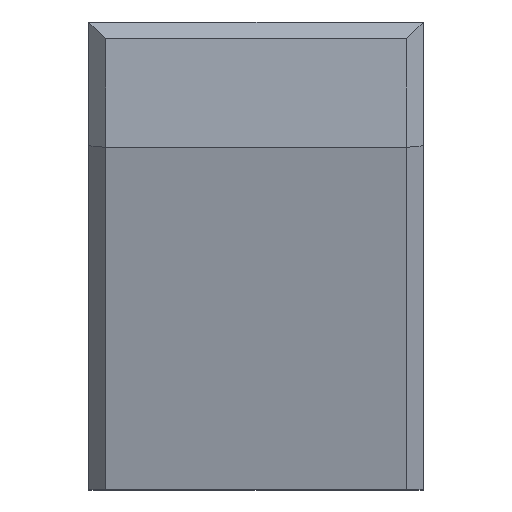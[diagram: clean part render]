
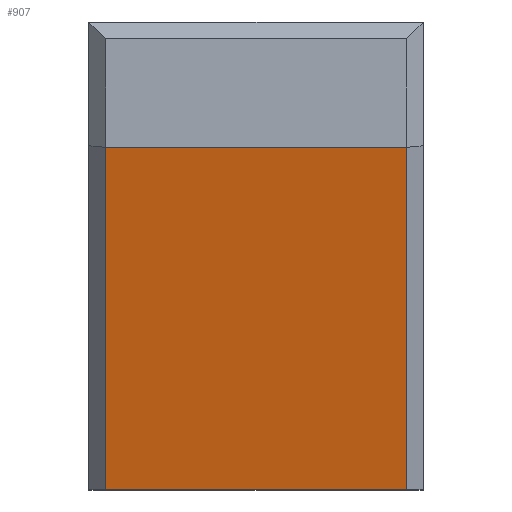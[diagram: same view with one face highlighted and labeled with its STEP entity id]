
A CAD part, left-side view. The second image highlights one B-rep face of the part: STEP entity #907.
In plain terms, the highlighted planar face has unit normal (-0.982, 0, -0.192).
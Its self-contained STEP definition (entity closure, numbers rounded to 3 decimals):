
#46=LINE('',#1312,#132);
#87=LINE('',#1526,#173);
#95=LINE('',#1541,#181);
#101=LINE('',#1552,#187);
#132=VECTOR('',#1044,10.);
#173=VECTOR('',#1155,10.);
#181=VECTOR('',#1167,10.);
#187=VECTOR('',#1179,10.);
#234=PLANE('',#991);
#277=FACE_OUTER_BOUND('',#338,.T.);
#338=EDGE_LOOP('',(#753,#754,#755,#756));
#418=VERTEX_POINT('',#1309);
#419=VERTEX_POINT('',#1311);
#465=VERTEX_POINT('',#1525);
#470=VERTEX_POINT('',#1536);
#500=EDGE_CURVE('',#418,#419,#46,.T.);
#565=EDGE_CURVE('',#465,#419,#87,.T.);
#573=EDGE_CURVE('',#418,#470,#95,.T.);
#579=EDGE_CURVE('',#470,#465,#101,.T.);
#753=ORIENTED_EDGE('',*,*,#565,.T.);
#754=ORIENTED_EDGE('',*,*,#500,.F.);
#755=ORIENTED_EDGE('',*,*,#573,.T.);
#756=ORIENTED_EDGE('',*,*,#579,.T.);
#907=ADVANCED_FACE('',(#277),#234,.F.);
#991=AXIS2_PLACEMENT_3D('',#1553,#1180,#1181);
#1044=DIRECTION('',(0.,1.,0.));
#1155=DIRECTION('',(0.192,0.,-0.981));
#1167=DIRECTION('',(-0.192,0.,0.981));
#1179=DIRECTION('',(0.,1.,0.));
#1180=DIRECTION('center_axis',(0.981,0.,0.192));
#1181=DIRECTION('ref_axis',(0.192,0.,-0.981));
#1309=CARTESIAN_POINT('',(-30.,2.,-75.));
#1311=CARTESIAN_POINT('',(-30.,38.,-75.));
#1312=CARTESIAN_POINT('',(-30.,0.,-75.));
#1525=CARTESIAN_POINT('',(-38.,38.,-34.));
#1526=CARTESIAN_POINT('',(-36.081,38.,-43.833));
#1536=CARTESIAN_POINT('',(-38.,2.,-34.));
#1541=CARTESIAN_POINT('',(-36.081,2.,-43.833));
#1552=CARTESIAN_POINT('',(-38.,0.,-34.));
#1553=CARTESIAN_POINT('Origin',(-38.,0.,-34.));
